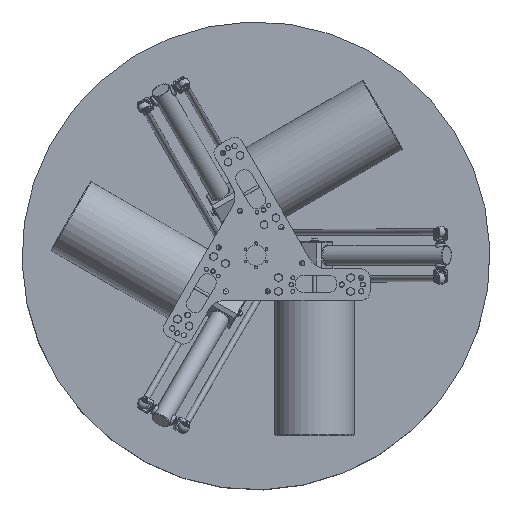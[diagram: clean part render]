
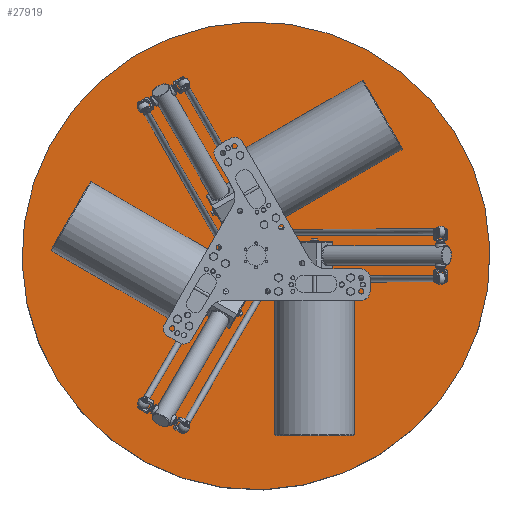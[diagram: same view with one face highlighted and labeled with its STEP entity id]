
A CAD part, top view. The second image highlights one B-rep face of the part: STEP entity #27919.
In plain terms, the highlighted face is planar.
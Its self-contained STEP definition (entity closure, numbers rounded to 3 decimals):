
#6176=PLANE('',#29820);
#7644=FACE_OUTER_BOUND('',#9396,.T.);
#9396=EDGE_LOOP('',(#19604));
#11688=CIRCLE('',#29818,600.);
#12998=VERTEX_POINT('',#40974);
#15680=EDGE_CURVE('',#12998,#12998,#11688,.T.);
#19604=ORIENTED_EDGE('',*,*,#15680,.T.);
#27919=ADVANCED_FACE('',(#7644),#6176,.T.);
#29818=AXIS2_PLACEMENT_3D('',#40975,#32881,#32882);
#29820=AXIS2_PLACEMENT_3D('',#40978,#32885,#32886);
#32881=DIRECTION('center_axis',(0.,0.,-1.));
#32882=DIRECTION('ref_axis',(0.,-1.,0.));
#32885=DIRECTION('center_axis',(0.,0.,-1.));
#32886=DIRECTION('ref_axis',(-1.,0.,0.));
#40974=CARTESIAN_POINT('',(0.,-600.,-200.));
#40975=CARTESIAN_POINT('Origin',(0.,0.,-200.));
#40978=CARTESIAN_POINT('Origin',(0.,-300.,-200.));
